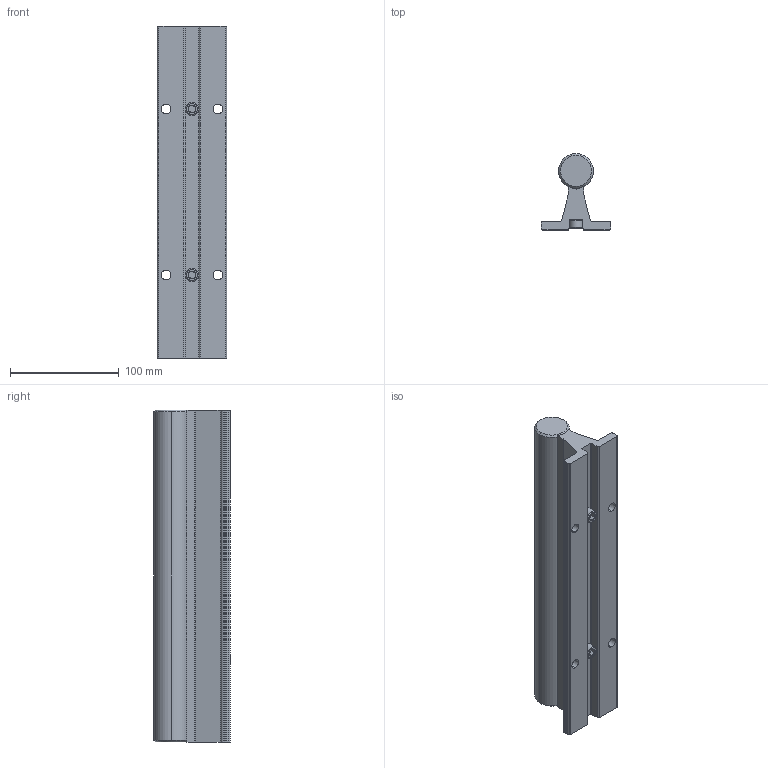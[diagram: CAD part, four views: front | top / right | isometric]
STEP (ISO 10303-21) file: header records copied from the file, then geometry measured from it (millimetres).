
FILE_DESCRIPTION (( 'STEP AP203' ), '1' );
FILE_NAME ('ShaftRailAssembly_D47DA445F4.step', '2021-03-24T16:16:18', ( '' ), ( '' ), 'SwSTEP 2.0', 'SolidWorks 2019', '' );
FILE_SCHEMA (( 'CONFIG_CONTROL_DESIGN' ));
Length unit declared in the file: inch
Products named in the file (3): rSt7TE6RLj_CADModel_0; ShaftRailAssembly_D47DA445F4
Assembly tree (1 placements, depth 2):
  rSt7TE6RLj_CADModel_0
  ShaftRailAssembly_D47DA445F4
    rSt7TE6RLj_CADModel_0
Bounding box: 63.5 x 69.85 x 304.8 mm (x, y, z)
Volume: 533629.8 mm3; surface area: 104020.4 mm2
Topology: 4 solids, 4 shells, 127 faces, 297 edges, 180 vertices
Faces by surface type: plane 49, cylinder 44, cone 34
Entity records: 4107 total; most frequent: CARTESIAN_POINT 895, DIRECTION 645, ORIENTED_EDGE 586, EDGE_CURVE 293, AXIS2_PLACEMENT_3D 242, VERTEX_POINT 180, VECTOR 161, LINE 161
